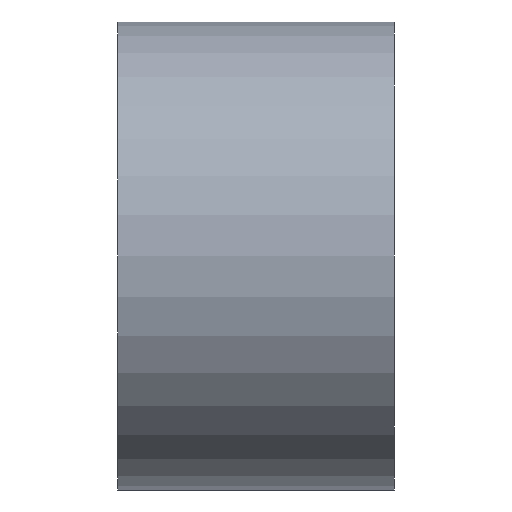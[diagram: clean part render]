
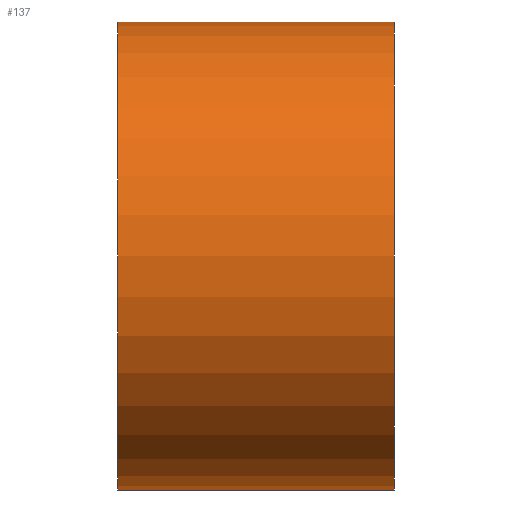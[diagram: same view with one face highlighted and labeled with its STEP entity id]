
A CAD part, left-side view. The second image highlights one B-rep face of the part: STEP entity #137.
In plain terms, the highlighted cylindrical face has radius 55 mm (diameter 110 mm), a full revolution.
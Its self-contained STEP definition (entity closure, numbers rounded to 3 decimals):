
#18=LINE('',#247,#25);
#25=VECTOR('',#201,55.);
#32=CYLINDRICAL_SURFACE('',#172,55.);
#40=FACE_OUTER_BOUND('',#51,.T.);
#51=EDGE_LOOP('',(#101,#102,#103,#104));
#62=CIRCLE('',#170,55.);
#64=CIRCLE('',#173,55.);
#72=VERTEX_POINT('',#240);
#74=VERTEX_POINT('',#245);
#82=EDGE_CURVE('',#72,#72,#62,.T.);
#84=EDGE_CURVE('',#74,#74,#64,.T.);
#85=EDGE_CURVE('',#74,#72,#18,.T.);
#101=ORIENTED_EDGE('',*,*,#84,.F.);
#102=ORIENTED_EDGE('',*,*,#85,.T.);
#103=ORIENTED_EDGE('',*,*,#82,.T.);
#104=ORIENTED_EDGE('',*,*,#85,.F.);
#137=ADVANCED_FACE('',(#40),#32,.T.);
#170=AXIS2_PLACEMENT_3D('',#241,#193,#194);
#172=AXIS2_PLACEMENT_3D('',#244,#197,#198);
#173=AXIS2_PLACEMENT_3D('',#246,#199,#200);
#193=DIRECTION('center_axis',(0.,1.,0.));
#194=DIRECTION('ref_axis',(1.,0.,0.));
#197=DIRECTION('center_axis',(0.,1.,0.));
#198=DIRECTION('ref_axis',(-1.,0.,0.));
#199=DIRECTION('center_axis',(0.,1.,0.));
#200=DIRECTION('ref_axis',(1.,0.,0.));
#201=DIRECTION('',(0.,-1.,0.));
#240=CARTESIAN_POINT('',(110.,0.,0.));
#241=CARTESIAN_POINT('Origin',(55.,0.,0.));
#244=CARTESIAN_POINT('Origin',(55.,32.5,0.));
#245=CARTESIAN_POINT('',(110.,65.,0.));
#246=CARTESIAN_POINT('Origin',(55.,65.,0.));
#247=CARTESIAN_POINT('',(110.,32.5,0.));
